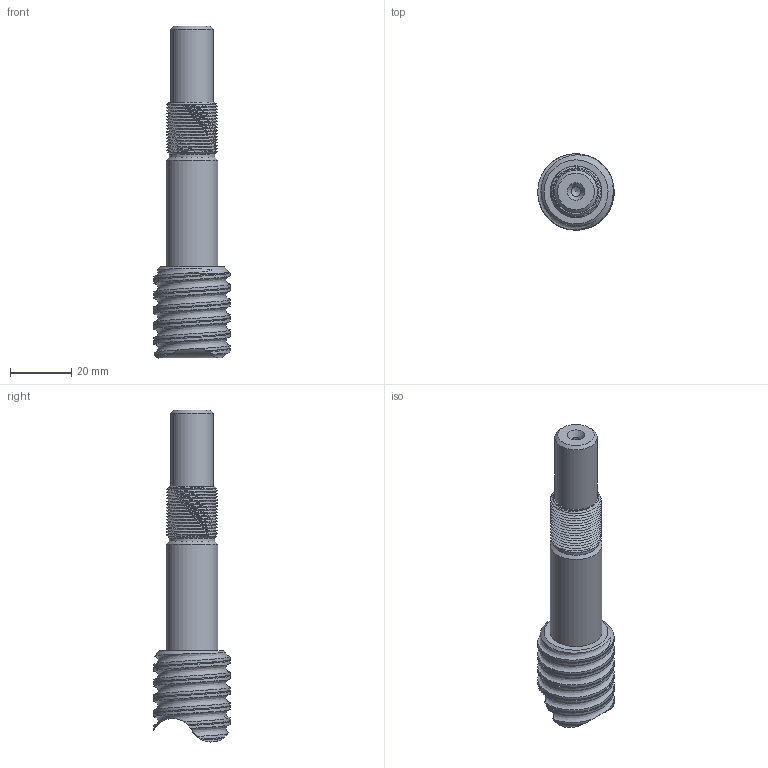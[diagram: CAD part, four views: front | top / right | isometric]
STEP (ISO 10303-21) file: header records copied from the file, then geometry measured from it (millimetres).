
FILE_DESCRIPTION(/* description */ ('Alibre Inc.'),/* implementation_level */ '2;1');
FILE_NAME(/* name */ 'export-C54652BA-F035-488A-AEC5-EE0CE0503972',/* time_stamp */ '2021-05-07T18:02:40+02:00',/* author */ (''),/* organization */ (''),/* preprocessor_version */ 'ST-DEVELOPER v17',/* originating_system */ 'Alibre',/* authorisation */ '');
FILE_SCHEMA (('AUTOMOTIVE_DESIGN'));
Length unit declared in the file: millimetre
Bounding box: 25 x 25 x 108.85 mm (x, y, z)
Volume: 26852 mm3; surface area: 8345.2 mm2
Topology: 2 solids, 2 shells, 42 faces, 101 edges, 66 vertices
Faces by surface type: cylinder 15, bspline 14, cone 9, plane 4
Full cylindrical faces by diameter (mm): 3.15 x1, 14 x1, 14.9 x1, 17 x1
Entity records: 14063 total; most frequent: CARTESIAN_POINT 13397, ORIENTED_EDGE 160, EDGE_CURVE 80, DIRECTION 61, VERTEX_POINT 59, FACE_BOUND 55, EDGE_LOOP 54, B_SPLINE_CURVE_WITH_KNOTS 50
